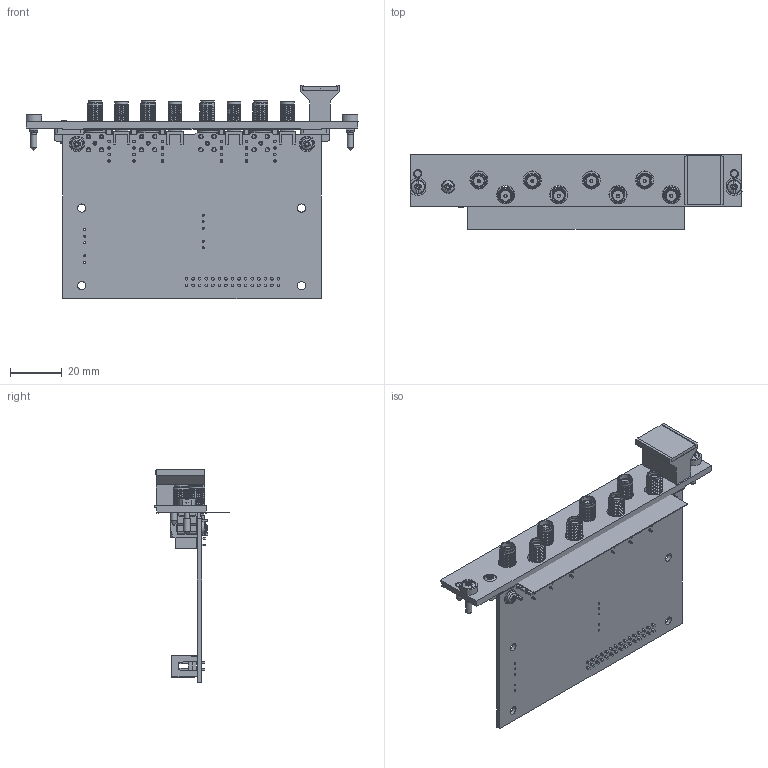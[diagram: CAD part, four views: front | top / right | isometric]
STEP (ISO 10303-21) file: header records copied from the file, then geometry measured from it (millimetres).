
FILE_DESCRIPTION(/* description */ (''),/* implementation_level */ '2;1');
FILE_NAME(/* name */ 'DIO_SMA_SHIM v4.step',/* time_stamp */ '2022-06-08T15:52:53+08:00',/* author */ (''),/* organization */ (''),/* preprocessor_version */ 'ST-DEVELOPER v19',/* originating_system */ 'Autodesk Translation Framework v11.7.0.108',/* authorisation */ '');
FILE_SCHEMA (('AUTOMOTIVE_DESIGN { 1 0 10303 214 3 1 1 }'));
Products named in the file (45): DIO_SMA_SHIM; Board; Open CASCADE STEP translator 6.8 3.1.1; Free-Models; PCB_3U_SMA_no_panel; Board (1); LD3; LD6; LD5; LD4; LED_DIALIGHT_571-0112F; J8; J7; J6; J5; J4; J3; J2; AMPHENOL_132203; LD2; LD1; LED_DIALIGHT_571-0122F; J1; MOLEX_73251-2121_Part1; J37; 3M_N2530-6002RB; 20848664_-_simplified; 20848664_1; 20848664_2; 20848664_3; 20848664_4; 20848664_5; 20848664_6; 20848664_7; 20848664_8; 20848664_9; 20848664_10; 20848664_11; 20848664_12; 20848664_13 ...
Assembly tree (54 placements, depth 5):
  DIO_SMA_SHIM
    Board
      Open CASCADE STEP translator 6.8 3.1.1
    Free-Models
      PCB_3U_SMA_no_panel
        Board (1)
        LD3
          LED_DIALIGHT_571-0112F
        LD6
          LED_DIALIGHT_571-0122F
        LD5
          LED_DIALIGHT_571-0122F
        LD4
          LED_DIALIGHT_571-0112F
        J8
          AMPHENOL_132203
        J7
          MOLEX_73251-2121_Part1
        J6
          AMPHENOL_132203
        J5
          MOLEX_73251-2121_Part1
        J4
          AMPHENOL_132203
        J3
          MOLEX_73251-2121_Part1
        J2
          AMPHENOL_132203
        LD2
          LED_DIALIGHT_571-0122F
        LD1
          LED_DIALIGHT_571-0122F
        J1
          MOLEX_73251-2121_Part1
        J37
          3M_N2530-6002RB
      20848664_-_simplified
        20848664_1
        20848664_2
        20848664_3
        20848664_4
        20848664_5
        20848664_6
        20848664_7
        20848664_8
        20848664_9
        20848664_10
        20848664_11
        20848664_12
        20848664_13
        20848664_14
        20848664_15
        20848664_16
        20848664_17
    insulator
Bounding box: 128.4 x 28.98 x 82.44 mm (x, y, z)
Volume: 27767.8 mm3; surface area: 45417.6 mm2
Topology: 194 solids, 194 shells, 3451 faces, 8933 edges, 5915 vertices
Faces by surface type: plane 1779, cylinder 740, bspline 467, cone 439, sphere 21, torus 5
Full cylindrical faces by diameter (mm): 0.8 x10, 0.95 x4, 1 x54, 1.181 x8, 1.27 x12, 1.5 x4, 1.7 x16, 1.9 x2, 2.1 x4, 2.214 x24, 2.5 x8, 2.54 x8, 2.55 x4, 2.7 x2, 2.794 x2, 2.8 x1, 3 x2, 3.2 x6, 4.1 x12, 4.102 x8, 4.2 x4, 4.547 x4, 4.6 x8, 4.648 x8, 4.653 x4, 5 x6, 5.1 x2, 5.17 x4, 5.33 x4, 6 x2
Entity records: 64728 total; most frequent: CARTESIAN_POINT 15146, ORIENTED_EDGE 10126, DIRECTION 9873, EDGE_CURVE 5063, VERTEX_POINT 3354, LINE 3299, VECTOR 3299, AXIS2_PLACEMENT_3D 3287
